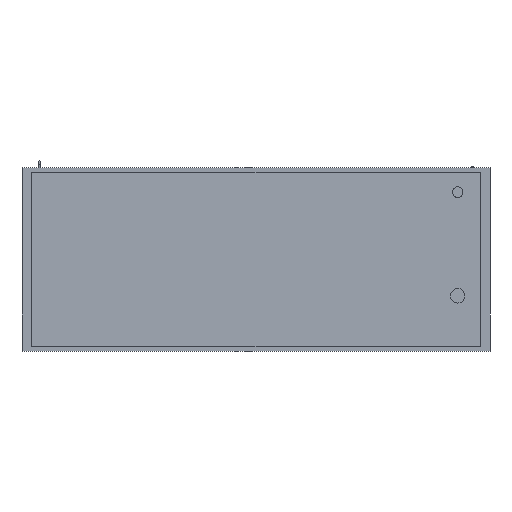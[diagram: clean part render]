
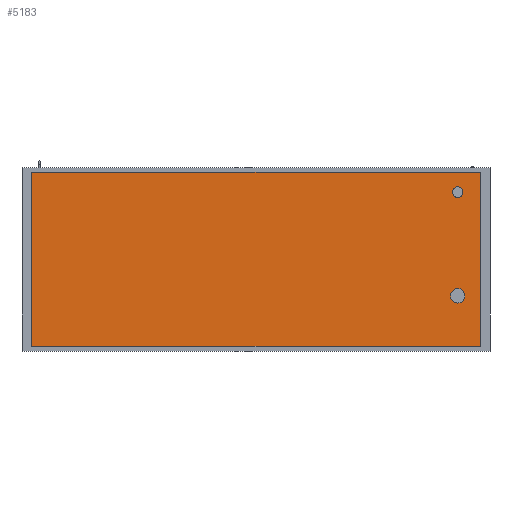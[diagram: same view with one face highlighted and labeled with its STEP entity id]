
A CAD part, front view. The second image highlights one B-rep face of the part: STEP entity #5183.
In plain terms, the highlighted planar face has unit normal (0, -1, 0).
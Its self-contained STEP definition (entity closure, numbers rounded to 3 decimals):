
#276=FACE_OUTER_BOUND('',#599,.T.);
#599=EDGE_LOOP('',(#3460,#3461,#3462,#3463));
#930=LINE('',#7531,#1558);
#934=LINE('',#7539,#1562);
#937=LINE('',#7545,#1565);
#940=LINE('',#7550,#1568);
#1558=VECTOR('',#6018,10.);
#1562=VECTOR('',#6024,10.);
#1565=VECTOR('',#6029,10.);
#1568=VECTOR('',#6034,10.);
#2182=VERTEX_POINT('',#7529);
#2183=VERTEX_POINT('',#7530);
#2186=VERTEX_POINT('',#7538);
#2188=VERTEX_POINT('',#7544);
#2682=EDGE_CURVE('',#2182,#2183,#930,.T.);
#2686=EDGE_CURVE('',#2186,#2182,#934,.T.);
#2689=EDGE_CURVE('',#2188,#2186,#937,.T.);
#2692=EDGE_CURVE('',#2183,#2188,#940,.T.);
#3460=ORIENTED_EDGE('',*,*,#2692,.F.);
#3461=ORIENTED_EDGE('',*,*,#2682,.F.);
#3462=ORIENTED_EDGE('',*,*,#2686,.F.);
#3463=ORIENTED_EDGE('',*,*,#2689,.F.);
#4918=PLANE('',#5562);
#5183=ADVANCED_FACE('',(#276),#4918,.F.);
#5562=AXIS2_PLACEMENT_3D('',#7553,#6038,#6039);
#6018=DIRECTION('',(0.,0.,1.));
#6024=DIRECTION('',(-1.,0.,0.));
#6029=DIRECTION('',(0.,0.,-1.));
#6034=DIRECTION('',(1.,0.,0.));
#6038=DIRECTION('center_axis',(0.,1.,0.));
#6039=DIRECTION('ref_axis',(0.,0.,1.));
#7529=CARTESIAN_POINT('',(-850.,0.,-330.));
#7530=CARTESIAN_POINT('',(-850.,0.,330.));
#7531=CARTESIAN_POINT('',(-850.,0.,-330.));
#7538=CARTESIAN_POINT('',(850.,0.,-330.));
#7539=CARTESIAN_POINT('',(850.,0.,-330.));
#7544=CARTESIAN_POINT('',(850.,0.,330.));
#7545=CARTESIAN_POINT('',(850.,0.,330.));
#7550=CARTESIAN_POINT('',(-850.,0.,330.));
#7553=CARTESIAN_POINT('Origin',(0.,0.,0.));
